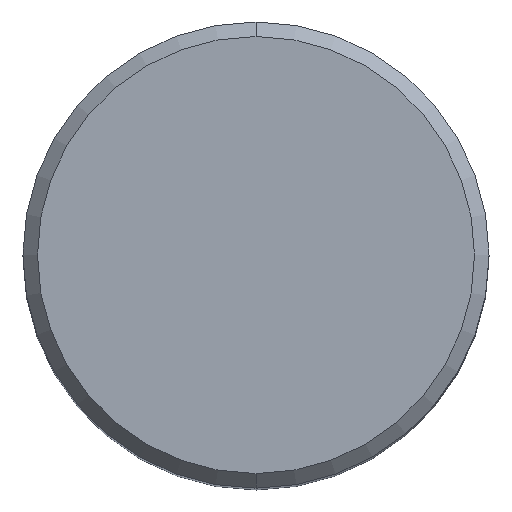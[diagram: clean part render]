
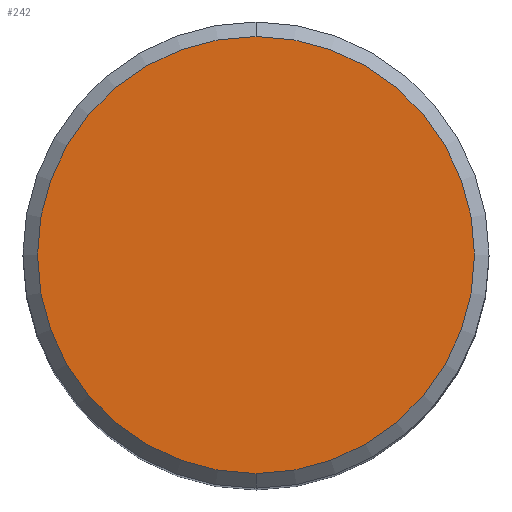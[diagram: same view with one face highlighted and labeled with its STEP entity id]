
A CAD part, top view. The second image highlights one B-rep face of the part: STEP entity #242.
In plain terms, the highlighted planar face has unit normal (0, 0, 1).
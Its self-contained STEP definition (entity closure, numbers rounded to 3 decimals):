
#242=ADVANCED_FACE('',(#552),#553,.T.);
#270=EDGE_CURVE('',#338,#340,#582,.T.);
#332=EDGE_CURVE('',#340,#338,#652,.T.);
#338=VERTEX_POINT('',#659);
#340=VERTEX_POINT('',#661);
#552=FACE_OUTER_BOUND('',#937,.T.);
#553=PLANE('',#938);
#582=CIRCLE('',#997,15.0);
#652=CIRCLE('',#1124,15.0);
#659=CARTESIAN_POINT('',(0.,-15.0,72.371));
#661=CARTESIAN_POINT('',(0.0,15.0,72.371));
#937=EDGE_LOOP('',(#1555,#1556));
#938=AXIS2_PLACEMENT_3D('',#1557,#1558,#1559);
#997=AXIS2_PLACEMENT_3D('',#1582,#1583,#1584);
#1124=AXIS2_PLACEMENT_3D('',#1676,#1677,#1678);
#1555=ORIENTED_EDGE('',*,*,#332,.F.);
#1556=ORIENTED_EDGE('',*,*,#270,.F.);
#1557=CARTESIAN_POINT('',(0.0,7.5,72.371));
#1558=DIRECTION('',(-0.0,0.0,1.0));
#1559=DIRECTION('',(0.0,-1.0,0.0));
#1582=CARTESIAN_POINT('',(0.0,0.0,72.371));
#1583=DIRECTION('',(0.0,0.0,-1.0));
#1584=DIRECTION('',(0.0,1.0,0.0));
#1676=CARTESIAN_POINT('',(0.0,0.0,72.371));
#1677=DIRECTION('',(0.0,0.0,-1.0));
#1678=DIRECTION('',(0.0,1.0,0.0));
